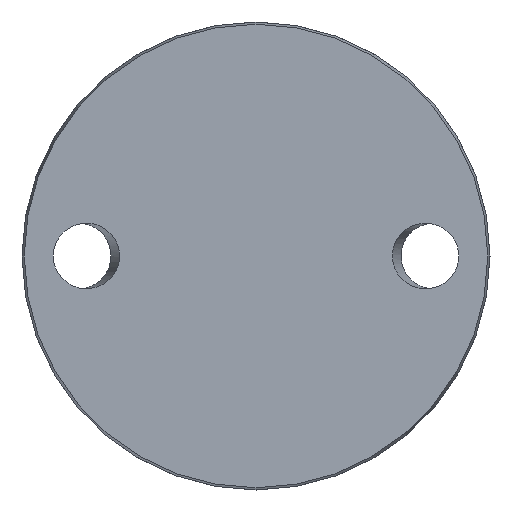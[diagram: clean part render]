
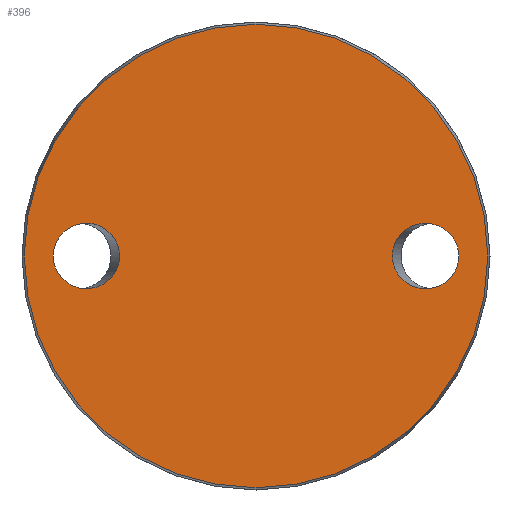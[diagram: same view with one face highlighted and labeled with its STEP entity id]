
A CAD part, front view. The second image highlights one B-rep face of the part: STEP entity #396.
In plain terms, the highlighted planar face has unit normal (0, -1, 0).
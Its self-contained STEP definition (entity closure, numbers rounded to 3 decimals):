
#26 =( BOUNDED_CURVE ( )  B_SPLINE_CURVE ( 3, ( #274, #338, #581, #280, #347, #708, #408 ),
 .UNSPECIFIED., .T., .T. ) 
 B_SPLINE_CURVE_WITH_KNOTS ( ( 4, 3, 4 ),
 ( 0., 3.142, 6.283 ),
 .UNSPECIFIED. ) 
 CURVE ( )  GEOMETRIC_REPRESENTATION_ITEM ( )  RATIONAL_B_SPLINE_CURVE ( ( 1., 0.333, 0.333, 1., 0.333, 0.333, 1. ) ) 
 REPRESENTATION_ITEM ( '' )  );
#28 = CARTESIAN_POINT ( 'NONE',  ( -51.115, 0., 0. ) ) ;
#86 = EDGE_CURVE ( 'NONE', #466, #466, #575, .T. ) ;
#106 = CARTESIAN_POINT ( 'NONE',  ( 34.385, 0., 0. ) ) ;
#107 = VERTEX_POINT ( 'NONE', #755 ) ;
#154 = CARTESIAN_POINT ( 'NONE',  ( 0., 0., -58.425 ) ) ;
#156 = CARTESIAN_POINT ( 'NONE',  ( 34.385, 0., 16.5 ) ) ;
#177 = DIRECTION ( 'NONE',  ( 0., 1., 0. ) ) ;
#178 = EDGE_LOOP ( 'NONE', ( #362 ) ) ;
#188 = AXIS2_PLACEMENT_3D ( 'NONE', #198, #435, #431 ) ;
#198 = CARTESIAN_POINT ( 'NONE',  ( 0., 0., 0. ) ) ;
#238 = EDGE_CURVE ( 'NONE', #107, #107, #322, .T. ) ;
#244 = FACE_BOUND ( 'NONE', #791, .T. ) ;
#274 = CARTESIAN_POINT ( 'NONE',  ( -51.115, 0., 0. ) ) ;
#280 = CARTESIAN_POINT ( 'NONE',  ( -34.385, 0., 0. ) ) ;
#291 = FACE_OUTER_BOUND ( 'NONE', #178, .T. ) ;
#310 = AXIS2_PLACEMENT_3D ( 'NONE', #413, #177, #343 ) ;
#322 =( BOUNDED_CURVE ( )  B_SPLINE_CURVE ( 3, ( #768, #395, #571, #106, #156, #582, #339 ),
 .UNSPECIFIED., .T., .F. ) 
 B_SPLINE_CURVE_WITH_KNOTS ( ( 4, 3, 4 ),
 ( 0., 3.142, 6.283 ),
 .UNSPECIFIED. ) 
 CURVE ( )  GEOMETRIC_REPRESENTATION_ITEM ( )  RATIONAL_B_SPLINE_CURVE ( ( 1., 0.333, 0.333, 1., 0.333, 0.333, 1. ) ) 
 REPRESENTATION_ITEM ( '' )  );
#338 = CARTESIAN_POINT ( 'NONE',  ( -51.115, 0., 16.5 ) ) ;
#339 = CARTESIAN_POINT ( 'NONE',  ( 51.115, 0., 0. ) ) ;
#343 = DIRECTION ( 'NONE',  ( 0., 0., 1. ) ) ;
#347 = CARTESIAN_POINT ( 'NONE',  ( -34.385, 0., -16.5 ) ) ;
#361 = FACE_BOUND ( 'NONE', #661, .T. ) ;
#362 = ORIENTED_EDGE ( 'NONE', *, *, #86, .T. ) ;
#395 = CARTESIAN_POINT ( 'NONE',  ( 51.115, 0., -16.5 ) ) ;
#396 = ADVANCED_FACE ( 'NONE', ( #361, #244, #291 ), #534, .F. ) ;
#408 = CARTESIAN_POINT ( 'NONE',  ( -51.115, 0., 0. ) ) ;
#410 = ORIENTED_EDGE ( 'NONE', *, *, #238, .T. ) ;
#413 = CARTESIAN_POINT ( 'NONE',  ( -58.425, 0., 0. ) ) ;
#431 = DIRECTION ( 'NONE',  ( 0., 0., -1. ) ) ;
#435 = DIRECTION ( 'NONE',  ( 0., -1., 0. ) ) ;
#466 = VERTEX_POINT ( 'NONE', #154 ) ;
#505 = ORIENTED_EDGE ( 'NONE', *, *, #635, .T. ) ;
#534 = PLANE ( 'NONE',  #310 ) ;
#571 = CARTESIAN_POINT ( 'NONE',  ( 34.385, 0., -16.5 ) ) ;
#575 = CIRCLE ( 'NONE', #188, 58.425 ) ;
#581 = CARTESIAN_POINT ( 'NONE',  ( -34.385, 0., 16.5 ) ) ;
#582 = CARTESIAN_POINT ( 'NONE',  ( 51.115, 0., 16.5 ) ) ;
#635 = EDGE_CURVE ( 'NONE', #642, #642, #26, .T. ) ;
#642 = VERTEX_POINT ( 'NONE', #28 ) ;
#661 = EDGE_LOOP ( 'NONE', ( #505 ) ) ;
#708 = CARTESIAN_POINT ( 'NONE',  ( -51.115, 0., -16.5 ) ) ;
#755 = CARTESIAN_POINT ( 'NONE',  ( 51.115, 0., 0. ) ) ;
#768 = CARTESIAN_POINT ( 'NONE',  ( 51.115, 0., 0. ) ) ;
#791 = EDGE_LOOP ( 'NONE', ( #410 ) ) ;
